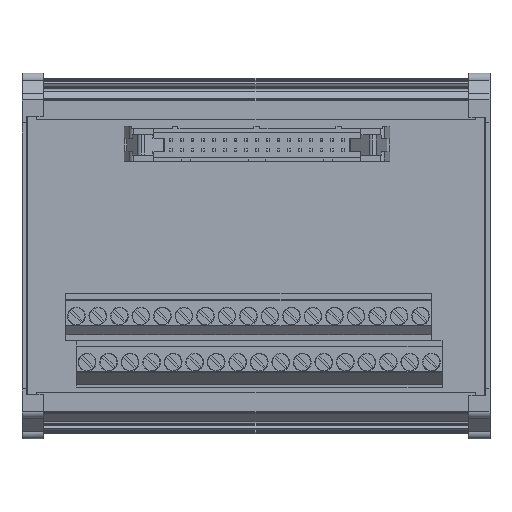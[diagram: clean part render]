
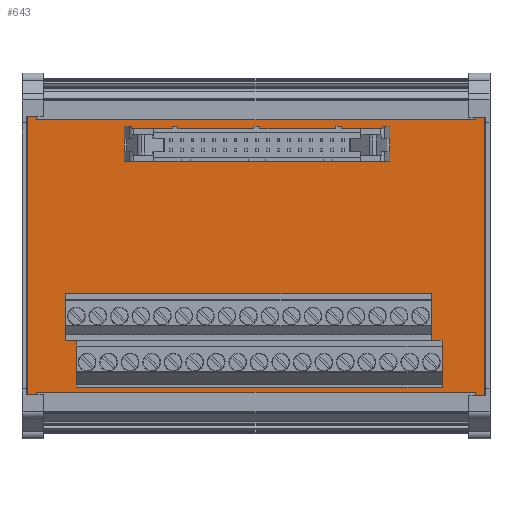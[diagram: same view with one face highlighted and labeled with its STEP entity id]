
A CAD part, top view. The second image highlights one B-rep face of the part: STEP entity #643.
In plain terms, the highlighted planar face has unit normal (0, 0, 1).
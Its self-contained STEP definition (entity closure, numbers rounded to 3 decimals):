
#450=AXIS2_PLACEMENT_3D('Plane Axis2P3D',#447,#448,#449) ;
#392=CARTESIAN_POINT('Vertex',(86.81,73.834,36.952)) ;
#427=CARTESIAN_POINT('Vertex',(86.81,65.534,36.952)) ;
#430=CARTESIAN_POINT('Line Origine',(86.81,69.684,36.952)) ;
#447=CARTESIAN_POINT('Axis2P3D Location',(1.25,9.3,36.952)) ;
#452=CARTESIAN_POINT('Line Origine',(1.25,43.2,36.952)) ;
#456=CARTESIAN_POINT('Vertex',(1.25,77.1,36.952)) ;
#458=CARTESIAN_POINT('Vertex',(1.25,9.3,36.952)) ;
#461=CARTESIAN_POINT('Line Origine',(55.25,9.3,36.952)) ;
#465=CARTESIAN_POINT('Vertex',(109.25,9.3,36.952)) ;
#468=CARTESIAN_POINT('Line Origine',(109.25,43.2,36.952)) ;
#472=CARTESIAN_POINT('Vertex',(109.25,77.1,36.952)) ;
#475=CARTESIAN_POINT('Line Origine',(55.25,77.1,36.952)) ;
#486=CARTESIAN_POINT('Line Origine',(24.995,73.834,36.952)) ;
#490=CARTESIAN_POINT('Vertex',(24.13,73.834,36.952)) ;
#492=CARTESIAN_POINT('Vertex',(25.86,73.834,36.952)) ;
#495=CARTESIAN_POINT('Line Origine',(25.86,73.534,36.952)) ;
#499=CARTESIAN_POINT('Vertex',(25.86,73.234,36.952)) ;
#502=CARTESIAN_POINT('Line Origine',(27.195,73.234,36.952)) ;
#506=CARTESIAN_POINT('Vertex',(28.53,73.234,36.952)) ;
#509=CARTESIAN_POINT('Line Origine',(28.53,69.384,36.952)) ;
#513=CARTESIAN_POINT('Vertex',(28.53,65.534,36.952)) ;
#516=CARTESIAN_POINT('Line Origine',(26.33,65.534,36.952)) ;
#520=CARTESIAN_POINT('Vertex',(24.13,65.534,36.952)) ;
#523=CARTESIAN_POINT('Line Origine',(24.13,69.684,36.952)) ;
#536=CARTESIAN_POINT('Line Origine',(83.745,73.234,36.952)) ;
#540=CARTESIAN_POINT('Vertex',(82.41,73.234,36.952)) ;
#542=CARTESIAN_POINT('Vertex',(85.08,73.234,36.952)) ;
#545=CARTESIAN_POINT('Line Origine',(85.08,73.534,36.952)) ;
#549=CARTESIAN_POINT('Vertex',(85.08,73.834,36.952)) ;
#552=CARTESIAN_POINT('Line Origine',(85.945,73.834,36.952)) ;
#557=CARTESIAN_POINT('Line Origine',(84.61,65.534,36.952)) ;
#561=CARTESIAN_POINT('Vertex',(82.41,65.534,36.952)) ;
#564=CARTESIAN_POINT('Line Origine',(82.41,69.384,36.952)) ;
#577=CARTESIAN_POINT('Line Origine',(10.284,28.735,36.952)) ;
#581=CARTESIAN_POINT('Vertex',(10.284,23.24,36.952)) ;
#583=CARTESIAN_POINT('Vertex',(10.284,34.23,36.952)) ;
#586=CARTESIAN_POINT('Line Origine',(53.464,34.23,36.952)) ;
#590=CARTESIAN_POINT('Vertex',(96.644,34.23,36.952)) ;
#593=CARTESIAN_POINT('Line Origine',(96.644,28.735,36.952)) ;
#597=CARTESIAN_POINT('Vertex',(96.644,23.24,36.952)) ;
#600=CARTESIAN_POINT('Line Origine',(97.914,23.24,36.952)) ;
#604=CARTESIAN_POINT('Vertex',(99.184,23.24,36.952)) ;
#607=CARTESIAN_POINT('Line Origine',(99.184,17.74,36.952)) ;
#611=CARTESIAN_POINT('Vertex',(99.184,12.24,36.952)) ;
#614=CARTESIAN_POINT('Line Origine',(56.004,12.24,36.952)) ;
#618=CARTESIAN_POINT('Vertex',(12.824,12.24,36.952)) ;
#621=CARTESIAN_POINT('Line Origine',(12.824,17.74,36.952)) ;
#625=CARTESIAN_POINT('Vertex',(12.824,23.24,36.952)) ;
#628=CARTESIAN_POINT('Line Origine',(11.554,23.24,36.952)) ;
#431=DIRECTION('Vector Direction',(0.,-1.,0.)) ;
#448=DIRECTION('Axis2P3D Direction',(0.,0.,-1.)) ;
#449=DIRECTION('Axis2P3D XDirection',(0.,1.,0.)) ;
#453=DIRECTION('Vector Direction',(0.,-1.,0.)) ;
#462=DIRECTION('Vector Direction',(1.,0.,0.)) ;
#469=DIRECTION('Vector Direction',(0.,1.,0.)) ;
#476=DIRECTION('Vector Direction',(-1.,0.,0.)) ;
#487=DIRECTION('Vector Direction',(1.,0.,0.)) ;
#496=DIRECTION('Vector Direction',(0.,1.,0.)) ;
#503=DIRECTION('Vector Direction',(-1.,0.,0.)) ;
#510=DIRECTION('Vector Direction',(0.,-1.,0.)) ;
#517=DIRECTION('Vector Direction',(-1.,0.,0.)) ;
#524=DIRECTION('Vector Direction',(0.,-1.,0.)) ;
#537=DIRECTION('Vector Direction',(1.,0.,0.)) ;
#546=DIRECTION('Vector Direction',(0.,-1.,0.)) ;
#553=DIRECTION('Vector Direction',(-1.,0.,0.)) ;
#558=DIRECTION('Vector Direction',(-1.,0.,0.)) ;
#565=DIRECTION('Vector Direction',(0.,1.,0.)) ;
#578=DIRECTION('Vector Direction',(0.,1.,0.)) ;
#587=DIRECTION('Vector Direction',(1.,0.,0.)) ;
#594=DIRECTION('Vector Direction',(0.,-1.,0.)) ;
#601=DIRECTION('Vector Direction',(1.,0.,0.)) ;
#608=DIRECTION('Vector Direction',(0.,-1.,0.)) ;
#615=DIRECTION('Vector Direction',(-1.,0.,0.)) ;
#622=DIRECTION('Vector Direction',(0.,1.,0.)) ;
#629=DIRECTION('Vector Direction',(-1.,0.,0.)) ;
#432=VECTOR('Line Direction',#431,1.) ;
#454=VECTOR('Line Direction',#453,1.) ;
#463=VECTOR('Line Direction',#462,1.) ;
#470=VECTOR('Line Direction',#469,1.) ;
#477=VECTOR('Line Direction',#476,1.) ;
#488=VECTOR('Line Direction',#487,1.) ;
#497=VECTOR('Line Direction',#496,1.) ;
#504=VECTOR('Line Direction',#503,1.) ;
#511=VECTOR('Line Direction',#510,1.) ;
#518=VECTOR('Line Direction',#517,1.) ;
#525=VECTOR('Line Direction',#524,1.) ;
#538=VECTOR('Line Direction',#537,1.) ;
#547=VECTOR('Line Direction',#546,1.) ;
#554=VECTOR('Line Direction',#553,1.) ;
#559=VECTOR('Line Direction',#558,1.) ;
#566=VECTOR('Line Direction',#565,1.) ;
#579=VECTOR('Line Direction',#578,1.) ;
#588=VECTOR('Line Direction',#587,1.) ;
#595=VECTOR('Line Direction',#594,1.) ;
#602=VECTOR('Line Direction',#601,1.) ;
#609=VECTOR('Line Direction',#608,1.) ;
#616=VECTOR('Line Direction',#615,1.) ;
#623=VECTOR('Line Direction',#622,1.) ;
#630=VECTOR('Line Direction',#629,1.) ;
#481=ORIENTED_EDGE('',*,*,#460,.T.) ;
#482=ORIENTED_EDGE('',*,*,#467,.T.) ;
#483=ORIENTED_EDGE('',*,*,#474,.T.) ;
#484=ORIENTED_EDGE('',*,*,#479,.T.) ;
#529=ORIENTED_EDGE('',*,*,#494,.T.) ;
#530=ORIENTED_EDGE('',*,*,#501,.F.) ;
#531=ORIENTED_EDGE('',*,*,#508,.F.) ;
#532=ORIENTED_EDGE('',*,*,#515,.T.) ;
#533=ORIENTED_EDGE('',*,*,#522,.T.) ;
#534=ORIENTED_EDGE('',*,*,#527,.F.) ;
#570=ORIENTED_EDGE('',*,*,#544,.T.) ;
#571=ORIENTED_EDGE('',*,*,#551,.F.) ;
#572=ORIENTED_EDGE('',*,*,#556,.F.) ;
#573=ORIENTED_EDGE('',*,*,#434,.T.) ;
#574=ORIENTED_EDGE('',*,*,#563,.T.) ;
#575=ORIENTED_EDGE('',*,*,#568,.T.) ;
#634=ORIENTED_EDGE('',*,*,#585,.T.) ;
#635=ORIENTED_EDGE('',*,*,#592,.T.) ;
#636=ORIENTED_EDGE('',*,*,#599,.T.) ;
#637=ORIENTED_EDGE('',*,*,#606,.T.) ;
#638=ORIENTED_EDGE('',*,*,#613,.T.) ;
#639=ORIENTED_EDGE('',*,*,#620,.T.) ;
#640=ORIENTED_EDGE('',*,*,#627,.T.) ;
#641=ORIENTED_EDGE('',*,*,#632,.T.) ;
#535=FACE_BOUND('',#528,.T.) ;
#576=FACE_BOUND('',#569,.T.) ;
#642=FACE_BOUND('',#633,.T.) ;
#643=ADVANCED_FACE('NONE',(#485,#535,#576,#642),#451,.F.) ;
#434=EDGE_CURVE('',#393,#428,#433,.T.) ;
#460=EDGE_CURVE('',#457,#459,#455,.T.) ;
#467=EDGE_CURVE('',#459,#466,#464,.T.) ;
#474=EDGE_CURVE('',#466,#473,#471,.T.) ;
#479=EDGE_CURVE('',#473,#457,#478,.T.) ;
#494=EDGE_CURVE('',#491,#493,#489,.T.) ;
#501=EDGE_CURVE('',#500,#493,#498,.T.) ;
#508=EDGE_CURVE('',#507,#500,#505,.T.) ;
#515=EDGE_CURVE('',#507,#514,#512,.T.) ;
#522=EDGE_CURVE('',#514,#521,#519,.T.) ;
#527=EDGE_CURVE('',#491,#521,#526,.T.) ;
#544=EDGE_CURVE('',#541,#543,#539,.T.) ;
#551=EDGE_CURVE('',#550,#543,#548,.T.) ;
#556=EDGE_CURVE('',#393,#550,#555,.T.) ;
#563=EDGE_CURVE('',#428,#562,#560,.T.) ;
#568=EDGE_CURVE('',#562,#541,#567,.T.) ;
#585=EDGE_CURVE('',#582,#584,#580,.T.) ;
#592=EDGE_CURVE('',#584,#591,#589,.T.) ;
#599=EDGE_CURVE('',#591,#598,#596,.T.) ;
#606=EDGE_CURVE('',#598,#605,#603,.T.) ;
#613=EDGE_CURVE('',#605,#612,#610,.T.) ;
#620=EDGE_CURVE('',#612,#619,#617,.T.) ;
#627=EDGE_CURVE('',#619,#626,#624,.T.) ;
#632=EDGE_CURVE('',#626,#582,#631,.T.) ;
#480=EDGE_LOOP('',(#481,#482,#483,#484)) ;
#528=EDGE_LOOP('',(#529,#530,#531,#532,#533,#534)) ;
#569=EDGE_LOOP('',(#570,#571,#572,#573,#574,#575)) ;
#633=EDGE_LOOP('',(#634,#635,#636,#637,#638,#639,#640,#641)) ;
#485=FACE_OUTER_BOUND('',#480,.T.) ;
#433=LINE('Line',#430,#432) ;
#455=LINE('Line',#452,#454) ;
#464=LINE('Line',#461,#463) ;
#471=LINE('Line',#468,#470) ;
#478=LINE('Line',#475,#477) ;
#489=LINE('Line',#486,#488) ;
#498=LINE('Line',#495,#497) ;
#505=LINE('Line',#502,#504) ;
#512=LINE('Line',#509,#511) ;
#519=LINE('Line',#516,#518) ;
#526=LINE('Line',#523,#525) ;
#539=LINE('Line',#536,#538) ;
#548=LINE('Line',#545,#547) ;
#555=LINE('Line',#552,#554) ;
#560=LINE('Line',#557,#559) ;
#567=LINE('Line',#564,#566) ;
#580=LINE('Line',#577,#579) ;
#589=LINE('Line',#586,#588) ;
#596=LINE('Line',#593,#595) ;
#603=LINE('Line',#600,#602) ;
#610=LINE('Line',#607,#609) ;
#617=LINE('Line',#614,#616) ;
#624=LINE('Line',#621,#623) ;
#631=LINE('Line',#628,#630) ;
#451=PLANE('',#450) ;
#393=VERTEX_POINT('',#392) ;
#428=VERTEX_POINT('',#427) ;
#457=VERTEX_POINT('',#456) ;
#459=VERTEX_POINT('',#458) ;
#466=VERTEX_POINT('',#465) ;
#473=VERTEX_POINT('',#472) ;
#491=VERTEX_POINT('',#490) ;
#493=VERTEX_POINT('',#492) ;
#500=VERTEX_POINT('',#499) ;
#507=VERTEX_POINT('',#506) ;
#514=VERTEX_POINT('',#513) ;
#521=VERTEX_POINT('',#520) ;
#541=VERTEX_POINT('',#540) ;
#543=VERTEX_POINT('',#542) ;
#550=VERTEX_POINT('',#549) ;
#562=VERTEX_POINT('',#561) ;
#582=VERTEX_POINT('',#581) ;
#584=VERTEX_POINT('',#583) ;
#591=VERTEX_POINT('',#590) ;
#598=VERTEX_POINT('',#597) ;
#605=VERTEX_POINT('',#604) ;
#612=VERTEX_POINT('',#611) ;
#619=VERTEX_POINT('',#618) ;
#626=VERTEX_POINT('',#625) ;
